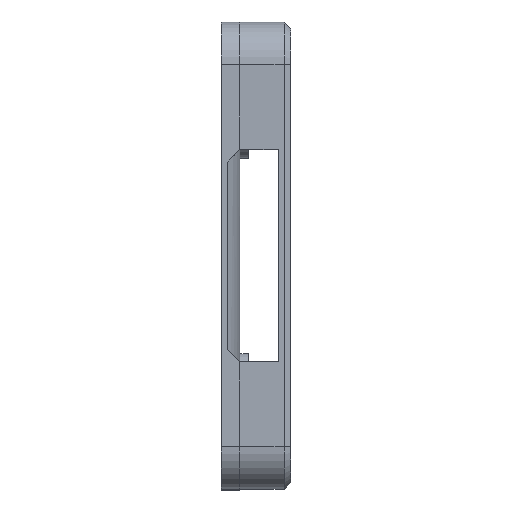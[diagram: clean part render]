
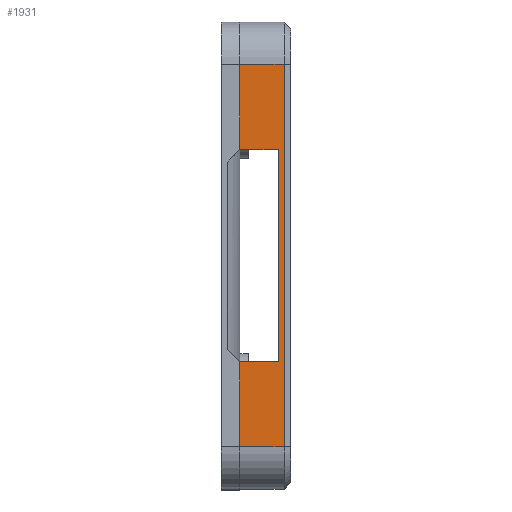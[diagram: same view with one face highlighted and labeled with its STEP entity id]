
A CAD part, top view. The second image highlights one B-rep face of the part: STEP entity #1931.
In plain terms, the highlighted planar face has unit normal (0, 0, 1).
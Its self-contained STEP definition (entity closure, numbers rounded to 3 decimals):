
#248=FACE_OUTER_BOUND('',#357,.T.);
#357=EDGE_LOOP('',(#1362,#1363,#1364,#1365,#1366,#1367,#1368,#1369));
#503=LINE('',#2883,#675);
#525=LINE('',#2936,#697);
#533=LINE('',#2955,#705);
#534=LINE('',#2959,#706);
#535=LINE('',#2961,#707);
#536=LINE('',#2962,#708);
#537=LINE('',#2964,#709);
#538=LINE('',#2965,#710);
#675=VECTOR('',#2271,10.);
#697=VECTOR('',#2315,10.);
#705=VECTOR('',#2337,10.);
#706=VECTOR('',#2342,10.);
#707=VECTOR('',#2343,10.);
#708=VECTOR('',#2344,10.);
#709=VECTOR('',#2345,10.);
#710=VECTOR('',#2346,10.);
#846=VERTEX_POINT('',#2880);
#847=VERTEX_POINT('',#2882);
#864=VERTEX_POINT('',#2926);
#866=VERTEX_POINT('',#2932);
#871=VERTEX_POINT('',#2954);
#872=VERTEX_POINT('',#2958);
#873=VERTEX_POINT('',#2960);
#874=VERTEX_POINT('',#2963);
#1029=EDGE_CURVE('',#847,#846,#503,.T.);
#1055=EDGE_CURVE('',#864,#866,#525,.T.);
#1065=EDGE_CURVE('',#871,#866,#533,.T.);
#1067=EDGE_CURVE('',#872,#864,#534,.T.);
#1068=EDGE_CURVE('',#872,#873,#535,.T.);
#1069=EDGE_CURVE('',#873,#847,#536,.T.);
#1070=EDGE_CURVE('',#874,#846,#537,.T.);
#1071=EDGE_CURVE('',#874,#871,#538,.T.);
#1362=ORIENTED_EDGE('',*,*,#1055,.F.);
#1363=ORIENTED_EDGE('',*,*,#1067,.F.);
#1364=ORIENTED_EDGE('',*,*,#1068,.T.);
#1365=ORIENTED_EDGE('',*,*,#1069,.T.);
#1366=ORIENTED_EDGE('',*,*,#1029,.T.);
#1367=ORIENTED_EDGE('',*,*,#1070,.F.);
#1368=ORIENTED_EDGE('',*,*,#1071,.T.);
#1369=ORIENTED_EDGE('',*,*,#1065,.T.);
#1875=PLANE('',#2062);
#1931=ADVANCED_FACE('',(#248),#1875,.T.);
#2062=AXIS2_PLACEMENT_3D('',#2957,#2340,#2341);
#2271=DIRECTION('',(0.,-1.,0.));
#2315=DIRECTION('',(0.,-1.,0.));
#2337=DIRECTION('',(1.,0.,0.));
#2340=DIRECTION('center_axis',(0.,0.,1.));
#2341=DIRECTION('ref_axis',(0.,-1.,0.));
#2342=DIRECTION('',(1.,0.,0.));
#2343=DIRECTION('',(0.,-1.,0.));
#2344=DIRECTION('',(1.,0.,0.));
#2345=DIRECTION('',(1.,0.,0.));
#2346=DIRECTION('',(0.,-1.,0.));
#2880=CARTESIAN_POINT('',(6.7,-12.5,36.));
#2882=CARTESIAN_POINT('',(6.7,12.5,36.));
#2883=CARTESIAN_POINT('',(6.7,-6.25,36.));
#2926=CARTESIAN_POINT('',(7.4,22.5,36.));
#2932=CARTESIAN_POINT('',(7.4,-22.5,36.));
#2936=CARTESIAN_POINT('',(7.4,-6.25,36.));
#2954=CARTESIAN_POINT('',(2.2,-22.5,36.));
#2955=CARTESIAN_POINT('',(2.2,-22.5,36.));
#2957=CARTESIAN_POINT('Origin',(2.2,-12.5,36.));
#2958=CARTESIAN_POINT('',(2.2,22.5,36.));
#2959=CARTESIAN_POINT('',(2.2,22.5,36.));
#2960=CARTESIAN_POINT('',(2.2,12.5,36.));
#2961=CARTESIAN_POINT('',(2.2,22.5,36.));
#2962=CARTESIAN_POINT('',(2.2,12.5,36.));
#2963=CARTESIAN_POINT('',(2.2,-12.5,36.));
#2964=CARTESIAN_POINT('',(2.2,-12.5,36.));
#2965=CARTESIAN_POINT('',(2.2,-12.5,36.));
